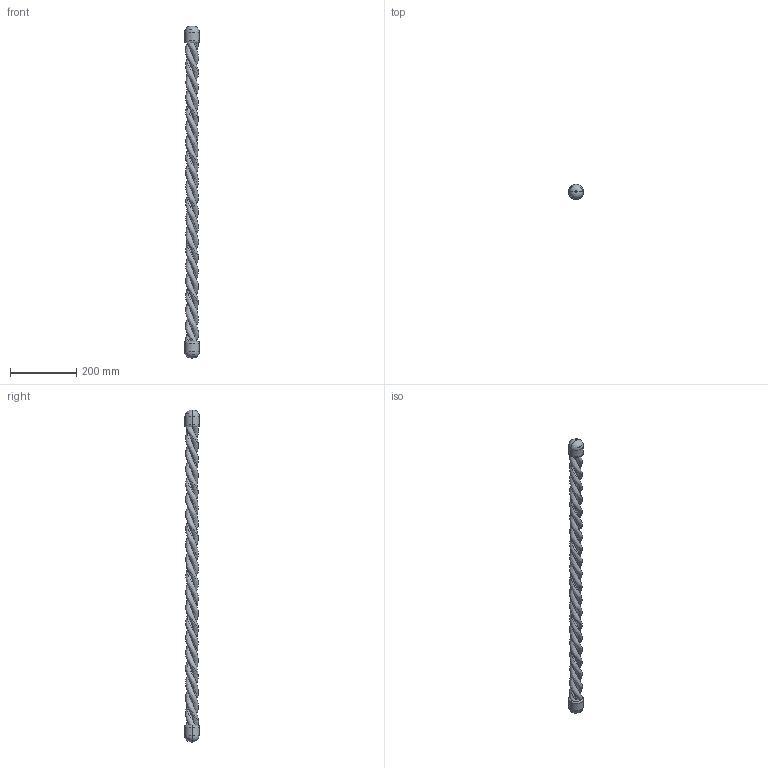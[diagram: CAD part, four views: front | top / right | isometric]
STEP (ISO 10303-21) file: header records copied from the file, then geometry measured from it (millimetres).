
FILE_DESCRIPTION (( 'STEP AP203' ), '1' );
FILE_NAME ('Torsade Rampe 1m.STEP', '2022-01-06T09:27:12', ( '' ), ( '' ), 'SwSTEP 2.0', 'SolidWorks 2021', '' );
FILE_SCHEMA (( 'CONFIG_CONTROL_DESIGN' ));
Length unit declared in the file: millimetre
Products named in the file (1): Torsade Rampe 1m
Bounding box: 45 x 45 x 1000 mm (x, y, z)
Volume: 919686.4 mm3; surface area: 144687.4 mm2
Topology: 3 solids, 3 shells, 28 faces, 58 edges, 36 vertices
Faces by surface type: bspline 10, torus 8, plane 6, cylinder 4
Entity records: 6239 total; most frequent: CARTESIAN_POINT 5637, ORIENTED_EDGE 116, DIRECTION 90, EDGE_CURVE 58, AXIS2_PLACEMENT_3D 43, VERTEX_POINT 36, B_SPLINE_CURVE_WITH_KNOTS 30, EDGE_LOOP 28
